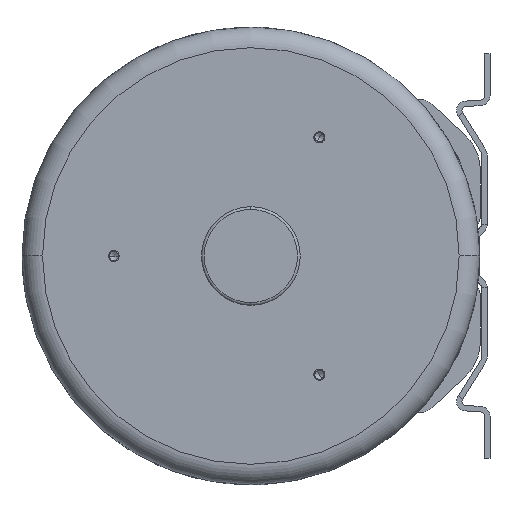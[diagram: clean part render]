
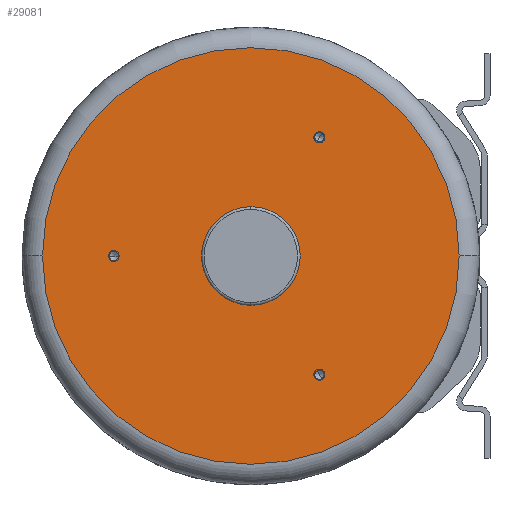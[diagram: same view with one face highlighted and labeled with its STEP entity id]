
A CAD part, left-side view. The second image highlights one B-rep face of the part: STEP entity #29081.
In plain terms, the highlighted planar face has unit normal (-1, 0, 0).
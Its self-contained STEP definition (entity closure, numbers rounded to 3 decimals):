
#11216=CARTESIAN_POINT('',(-97.,0.,0.));
#11217=DIRECTION('',(-1.,0.,0.));
#11218=DIRECTION('',(0.,0.,1.));
#11219=AXIS2_PLACEMENT_3D('',#11216,#11217,#11218);
#11221=CARTESIAN_POINT('',(-97.,0.,0.));
#11222=DIRECTION('',(-1.,0.,0.));
#11223=DIRECTION('',(0.,0.,-1.));
#11224=AXIS2_PLACEMENT_3D('',#11221,#11222,#11223);
#11226=CARTESIAN_POINT('',(-97.,100.,0.));
#11227=DIRECTION('',(-1.,0.,0.));
#11228=DIRECTION('',(0.,1.,0.));
#11229=AXIS2_PLACEMENT_3D('',#11226,#11227,#11228);
#11231=CARTESIAN_POINT('',(-97.,100.,0.));
#11232=DIRECTION('',(-1.,0.,0.));
#11233=DIRECTION('',(0.,-1.,0.));
#11234=AXIS2_PLACEMENT_3D('',#11231,#11232,#11233);
#11236=CARTESIAN_POINT('',(-97.,-50.,86.603));
#11237=DIRECTION('',(-1.,0.,0.));
#11238=DIRECTION('',(0.,-0.5,0.866));
#11239=AXIS2_PLACEMENT_3D('',#11236,#11237,#11238);
#11241=CARTESIAN_POINT('',(-97.,-50.,86.603));
#11242=DIRECTION('',(-1.,0.,0.));
#11243=DIRECTION('',(0.,0.5,-0.866));
#11244=AXIS2_PLACEMENT_3D('',#11241,#11242,#11243);
#11246=CARTESIAN_POINT('',(-97.,-50.,-86.603));
#11247=DIRECTION('',(-1.,0.,0.));
#11248=DIRECTION('',(0.,-0.5,-0.866));
#11249=AXIS2_PLACEMENT_3D('',#11246,#11247,#11248);
#11251=CARTESIAN_POINT('',(-97.,-50.,-86.603));
#11252=DIRECTION('',(-1.,0.,0.));
#11253=DIRECTION('',(0.,0.5,0.866));
#11254=AXIS2_PLACEMENT_3D('',#11251,#11252,#11253);
#11256=CARTESIAN_POINT('',(-97.,0.,0.));
#11257=DIRECTION('',(-1.,0.,0.));
#11258=DIRECTION('',(0.,1.,0.));
#11259=AXIS2_PLACEMENT_3D('',#11256,#11257,#11258);
#11261=CARTESIAN_POINT('',(-97.,0.,0.));
#11262=DIRECTION('',(-1.,0.,0.));
#11263=DIRECTION('',(0.,-1.,0.));
#11264=AXIS2_PLACEMENT_3D('',#11261,#11262,#11263);
#13015=CARTESIAN_POINT('',(-97.,103.4,0.));
#13016=CARTESIAN_POINT('',(-97.,96.6,0.));
#13017=VERTEX_POINT('',#13015);
#13018=VERTEX_POINT('',#13016);
#13025=CARTESIAN_POINT('',(-97.,-51.7,89.547));
#13026=CARTESIAN_POINT('',(-97.,-48.3,83.658));
#13027=VERTEX_POINT('',#13025);
#13028=VERTEX_POINT('',#13026);
#13035=CARTESIAN_POINT('',(-97.,-51.7,-89.547));
#13036=CARTESIAN_POINT('',(-97.,-48.3,-83.658));
#13037=VERTEX_POINT('',#13035);
#13038=VERTEX_POINT('',#13036);
#13059=CARTESIAN_POINT('',(-97.,0.,36.));
#13060=CARTESIAN_POINT('',(-97.,0.,-36.));
#13061=VERTEX_POINT('',#13059);
#13062=VERTEX_POINT('',#13060);
#15701=CARTESIAN_POINT('',(-97.,152.,0.));
#15702=CARTESIAN_POINT('',(-97.,-152.,0.));
#15703=VERTEX_POINT('',#15701);
#15704=VERTEX_POINT('',#15702);
#29047=CARTESIAN_POINT('',(-97.,0.,0.));
#29048=DIRECTION('',(1.,0.,0.));
#29049=DIRECTION('',(0.,-1.,0.));
#29050=AXIS2_PLACEMENT_3D('',#29047,#29048,#29049);
#29051=PLANE('',#29050);
#29053=ORIENTED_EDGE('',*,*,#29052,.F.);
#29054=ORIENTED_EDGE('',*,*,#29037,.F.);
#29055=EDGE_LOOP('',(#29053,#29054));
#29056=FACE_OUTER_BOUND('',#29055,.F.);
#29058=ORIENTED_EDGE('',*,*,#29057,.T.);
#29060=ORIENTED_EDGE('',*,*,#29059,.T.);
#29061=EDGE_LOOP('',(#29058,#29060));
#29062=FACE_BOUND('',#29061,.F.);
#29064=ORIENTED_EDGE('',*,*,#29063,.T.);
#29066=ORIENTED_EDGE('',*,*,#29065,.T.);
#29067=EDGE_LOOP('',(#29064,#29066));
#29068=FACE_BOUND('',#29067,.F.);
#29070=ORIENTED_EDGE('',*,*,#29069,.T.);
#29072=ORIENTED_EDGE('',*,*,#29071,.T.);
#29073=EDGE_LOOP('',(#29070,#29072));
#29074=FACE_BOUND('',#29073,.F.);
#29076=ORIENTED_EDGE('',*,*,#29075,.T.);
#29078=ORIENTED_EDGE('',*,*,#29077,.T.);
#29079=EDGE_LOOP('',(#29076,#29078));
#29080=FACE_BOUND('',#29079,.F.);
#29081=ADVANCED_FACE('',(#29056,#29062,#29068,#29074,#29080),#29051,.F.);
#11220=CIRCLE('',#11219,36.);
#11225=CIRCLE('',#11224,36.);
#11230=CIRCLE('',#11229,3.4);
#11235=CIRCLE('',#11234,3.4);
#11240=CIRCLE('',#11239,3.4);
#11245=CIRCLE('',#11244,3.4);
#11250=CIRCLE('',#11249,3.4);
#11255=CIRCLE('',#11254,3.4);
#11260=CIRCLE('',#11259,152.);
#11265=CIRCLE('',#11264,152.);
#29037=EDGE_CURVE('',#15704,#15703,#11265,.T.);
#29052=EDGE_CURVE('',#15703,#15704,#11260,.T.);
#29057=EDGE_CURVE('',#13061,#13062,#11220,.T.);
#29059=EDGE_CURVE('',#13062,#13061,#11225,.T.);
#29063=EDGE_CURVE('',#13017,#13018,#11230,.T.);
#29065=EDGE_CURVE('',#13018,#13017,#11235,.T.);
#29069=EDGE_CURVE('',#13027,#13028,#11240,.T.);
#29071=EDGE_CURVE('',#13028,#13027,#11245,.T.);
#29075=EDGE_CURVE('',#13037,#13038,#11250,.T.);
#29077=EDGE_CURVE('',#13038,#13037,#11255,.T.);
